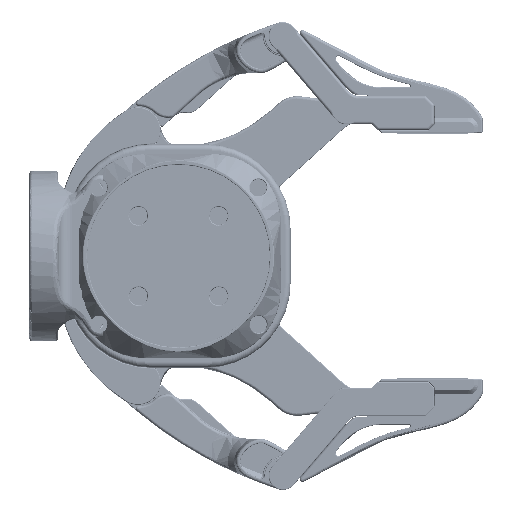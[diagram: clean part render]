
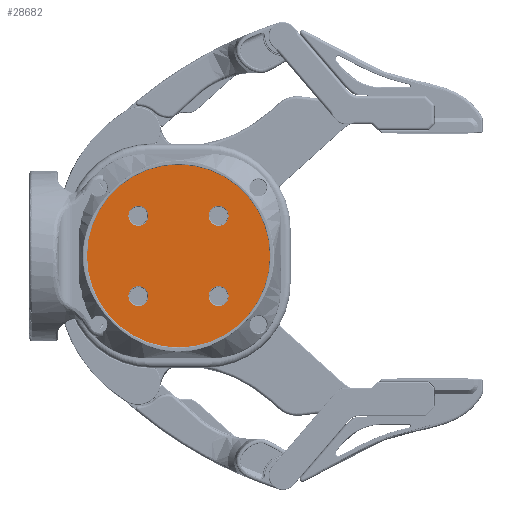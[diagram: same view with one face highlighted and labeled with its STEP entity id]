
A CAD part, front view. The second image highlights one B-rep face of the part: STEP entity #28682.
In plain terms, the highlighted face is planar.
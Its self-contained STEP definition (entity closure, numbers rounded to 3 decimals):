
#1863 = CARTESIAN_POINT ( 'NONE',  ( 14.142, 3., 14.142 ) ) ;
#2948 = EDGE_CURVE ( 'NONE', #131291, #14410, #97327, .T. ) ;
#3256 = DIRECTION ( 'NONE',  ( 0., 1., 0. ) ) ;
#3369 = ORIENTED_EDGE ( 'NONE', *, *, #159769, .T. ) ;
#4628 = CARTESIAN_POINT ( 'NONE',  ( 0., 3., 32.2 ) ) ;
#5329 = VERTEX_POINT ( 'NONE', #174126 ) ;
#6621 = EDGE_CURVE ( 'NONE', #5329, #124320, #94818, .T. ) ;
#11497 = CIRCLE ( 'NONE', #150264, 32.2 ) ;
#14410 = VERTEX_POINT ( 'NONE', #57557 ) ;
#14419 = CARTESIAN_POINT ( 'NONE',  ( -14.142, 3., -17.642 ) ) ;
#15858 = VERTEX_POINT ( 'NONE', #103398 ) ;
#19364 = EDGE_CURVE ( 'NONE', #163974, #122843, #163930, .T. ) ;
#20694 = DIRECTION ( 'NONE',  ( 0., 0., 1. ) ) ;
#20936 = FACE_BOUND ( 'NONE', #158613, .T. ) ;
#21383 = CIRCLE ( 'NONE', #29546, 3.5 ) ;
#27427 = DIRECTION ( 'NONE',  ( 0., 0., 1. ) ) ;
#28682 = ADVANCED_FACE ( 'NONE', ( #81742, #63662, #97373, #20936, #77183 ), #59086, .T. ) ;
#29115 = CARTESIAN_POINT ( 'NONE',  ( -14.142, 3., -14.142 ) ) ;
#29546 = AXIS2_PLACEMENT_3D ( 'NONE', #29115, #157783, #70626 ) ;
#31439 = DIRECTION ( 'NONE',  ( 0., -1., 0. ) ) ;
#33479 = ORIENTED_EDGE ( 'NONE', *, *, #163115, .T. ) ;
#34524 = DIRECTION ( 'NONE',  ( 0., 1., 0. ) ) ;
#44885 = CARTESIAN_POINT ( 'NONE',  ( 14.142, 3., -17.642 ) ) ;
#45434 = DIRECTION ( 'NONE',  ( 0., 0., 1. ) ) ;
#46389 = AXIS2_PLACEMENT_3D ( 'NONE', #185912, #99926, #72870 ) ;
#46418 = EDGE_CURVE ( 'NONE', #60631, #81367, #114083, .T. ) ;
#46639 = CARTESIAN_POINT ( 'NONE',  ( 0., 3., 0. ) ) ;
#51392 = AXIS2_PLACEMENT_3D ( 'NONE', #111004, #165585, #27427 ) ;
#53570 = VERTEX_POINT ( 'NONE', #95183 ) ;
#56882 = CARTESIAN_POINT ( 'NONE',  ( 14.142, 3., -14.142 ) ) ;
#57557 = CARTESIAN_POINT ( 'NONE',  ( -14.142, 3., -10.642 ) ) ;
#58084 = EDGE_CURVE ( 'NONE', #81367, #60631, #173781, .T. ) ;
#59086 = PLANE ( 'NONE',  #46389 ) ;
#60631 = VERTEX_POINT ( 'NONE', #110215 ) ;
#63662 = FACE_BOUND ( 'NONE', #68923, .T. ) ;
#63927 = AXIS2_PLACEMENT_3D ( 'NONE', #163798, #34524, #20694 ) ;
#68923 = EDGE_LOOP ( 'NONE', ( #3369, #92378 ) ) ;
#70626 = DIRECTION ( 'NONE',  ( 0., 0., 1. ) ) ;
#72870 = DIRECTION ( 'NONE',  ( 1., 0., 0. ) ) ;
#77183 = FACE_BOUND ( 'NONE', #112710, .T. ) ;
#78102 = DIRECTION ( 'NONE',  ( 0., -1., 0. ) ) ;
#78725 = CARTESIAN_POINT ( 'NONE',  ( -14.142, 3., 14.142 ) ) ;
#81367 = VERTEX_POINT ( 'NONE', #44885 ) ;
#81742 = FACE_OUTER_BOUND ( 'NONE', #129070, .T. ) ;
#85358 = EDGE_LOOP ( 'NONE', ( #104153, #166893 ) ) ;
#86008 = DIRECTION ( 'NONE',  ( 0., 0., 1. ) ) ;
#88421 = CARTESIAN_POINT ( 'NONE',  ( -14.142, 3., 10.642 ) ) ;
#89666 = DIRECTION ( 'NONE',  ( 0., -1., 0. ) ) ;
#92378 = ORIENTED_EDGE ( 'NONE', *, *, #2948, .T. ) ;
#94818 = CIRCLE ( 'NONE', #63927, 32.2 ) ;
#95183 = CARTESIAN_POINT ( 'NONE',  ( 14.142, 3., 10.642 ) ) ;
#97327 = CIRCLE ( 'NONE', #164519, 3.5 ) ;
#97373 = FACE_BOUND ( 'NONE', #85358, .T. ) ;
#98273 = ORIENTED_EDGE ( 'NONE', *, *, #6621, .T. ) ;
#98640 = CIRCLE ( 'NONE', #51392, 3.5 ) ;
#99926 = DIRECTION ( 'NONE',  ( 0., 1., 0. ) ) ;
#100190 = DIRECTION ( 'NONE',  ( 0., -1., 0. ) ) ;
#101730 = ORIENTED_EDGE ( 'NONE', *, *, #169637, .T. ) ;
#103398 = CARTESIAN_POINT ( 'NONE',  ( 14.142, 3., 17.642 ) ) ;
#103671 = DIRECTION ( 'NONE',  ( 0., 0., 1. ) ) ;
#104153 = ORIENTED_EDGE ( 'NONE', *, *, #46418, .T. ) ;
#110215 = CARTESIAN_POINT ( 'NONE',  ( 14.142, 3., -10.642 ) ) ;
#111004 = CARTESIAN_POINT ( 'NONE',  ( 14.142, 3., 14.142 ) ) ;
#112710 = EDGE_LOOP ( 'NONE', ( #178884, #166006 ) ) ;
#114083 = CIRCLE ( 'NONE', #136997, 3.5 ) ;
#114300 = CIRCLE ( 'NONE', #157148, 3.5 ) ;
#114994 = CARTESIAN_POINT ( 'NONE',  ( 14.142, 3., -14.142 ) ) ;
#120669 = DIRECTION ( 'NONE',  ( 0., 0., 1. ) ) ;
#122843 = VERTEX_POINT ( 'NONE', #88421 ) ;
#124320 = VERTEX_POINT ( 'NONE', #4628 ) ;
#129070 = EDGE_LOOP ( 'NONE', ( #33479, #98273 ) ) ;
#129096 = DIRECTION ( 'NONE',  ( 0., 0., 1. ) ) ;
#131291 = VERTEX_POINT ( 'NONE', #14419 ) ;
#136495 = ORIENTED_EDGE ( 'NONE', *, *, #169406, .T. ) ;
#136997 = AXIS2_PLACEMENT_3D ( 'NONE', #114994, #31439, #103671 ) ;
#141968 = CARTESIAN_POINT ( 'NONE',  ( -14.142, 3., 17.642 ) ) ;
#144829 = CARTESIAN_POINT ( 'NONE',  ( -14.142, 3., 14.142 ) ) ;
#146700 = DIRECTION ( 'NONE',  ( 0., 0., 1. ) ) ;
#146848 = DIRECTION ( 'NONE',  ( 0., -1., 0. ) ) ;
#149738 = AXIS2_PLACEMENT_3D ( 'NONE', #78725, #78102, #45434 ) ;
#150264 = AXIS2_PLACEMENT_3D ( 'NONE', #46639, #3256, #120669 ) ;
#157148 = AXIS2_PLACEMENT_3D ( 'NONE', #1863, #146848, #174472 ) ;
#157783 = DIRECTION ( 'NONE',  ( 0., -1., 0. ) ) ;
#158613 = EDGE_LOOP ( 'NONE', ( #136495, #101730 ) ) ;
#159660 = CIRCLE ( 'NONE', #149738, 3.5 ) ;
#159769 = EDGE_CURVE ( 'NONE', #14410, #131291, #21383, .T. ) ;
#163115 = EDGE_CURVE ( 'NONE', #124320, #5329, #11497, .T. ) ;
#163798 = CARTESIAN_POINT ( 'NONE',  ( 0., 3., 0. ) ) ;
#163930 = CIRCLE ( 'NONE', #171398, 3.5 ) ;
#163974 = VERTEX_POINT ( 'NONE', #141968 ) ;
#164519 = AXIS2_PLACEMENT_3D ( 'NONE', #185779, #173149, #86008 ) ;
#165585 = DIRECTION ( 'NONE',  ( 0., -1., 0. ) ) ;
#166006 = ORIENTED_EDGE ( 'NONE', *, *, #177523, .T. ) ;
#166094 = AXIS2_PLACEMENT_3D ( 'NONE', #56882, #100190, #129096 ) ;
#166893 = ORIENTED_EDGE ( 'NONE', *, *, #58084, .T. ) ;
#169406 = EDGE_CURVE ( 'NONE', #15858, #53570, #114300, .T. ) ;
#169637 = EDGE_CURVE ( 'NONE', #53570, #15858, #98640, .T. ) ;
#171398 = AXIS2_PLACEMENT_3D ( 'NONE', #144829, #89666, #146700 ) ;
#173149 = DIRECTION ( 'NONE',  ( 0., -1., 0. ) ) ;
#173781 = CIRCLE ( 'NONE', #166094, 3.5 ) ;
#174126 = CARTESIAN_POINT ( 'NONE',  ( 0., 3., -32.2 ) ) ;
#174472 = DIRECTION ( 'NONE',  ( 0., 0., 1. ) ) ;
#177523 = EDGE_CURVE ( 'NONE', #122843, #163974, #159660, .T. ) ;
#178884 = ORIENTED_EDGE ( 'NONE', *, *, #19364, .T. ) ;
#185779 = CARTESIAN_POINT ( 'NONE',  ( -14.142, 3., -14.142 ) ) ;
#185912 = CARTESIAN_POINT ( 'NONE',  ( 0., 3., 0. ) ) ;
